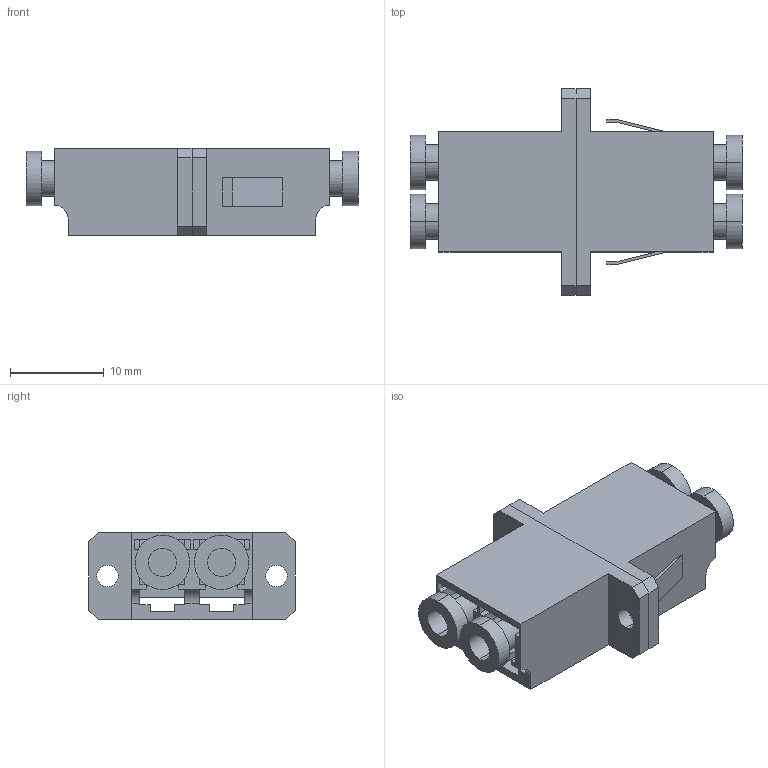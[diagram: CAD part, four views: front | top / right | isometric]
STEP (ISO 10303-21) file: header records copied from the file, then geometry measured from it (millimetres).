
FILE_DESCRIPTION (( 'STEP AP203' ), '1' );
FILE_NAME ('FC1-LCULCU2C-SM ITK Ïðîõîäíîé àäàïòåð LC-LC, (SM_MM), UPC, (Duplex).STEP', '2017-09-13T09:29:30', ( '' ), ( '' ), 'SwSTEP 2.0', 'SolidWorks 2014', '' );
FILE_SCHEMA (( 'CONFIG_CONTROL_DESIGN' ));
Length unit declared in the file: millimetre
Products named in the file (2): FC1-LCULCU2C-SM ITK Ïðîõîäíîé àäàïòåð LC-LC, (SM_MM), UPC, (Duplex)
Bounding box: 35.4 x 22 x 9.3 mm (x, y, z)
Volume: 2304.1 mm3; surface area: 5820.8 mm2
Topology: 10 solids, 10 shells, 270 faces, 680 edges, 448 vertices
Faces by surface type: plane 176, cylinder 86, cone 8
Entity records: 8277 total; most frequent: DIRECTION 1404, CARTESIAN_POINT 1400, ORIENTED_EDGE 1360, EDGE_CURVE 680, VECTOR 500, LINE 500, AXIS2_PLACEMENT_3D 452, VERTEX_POINT 448
